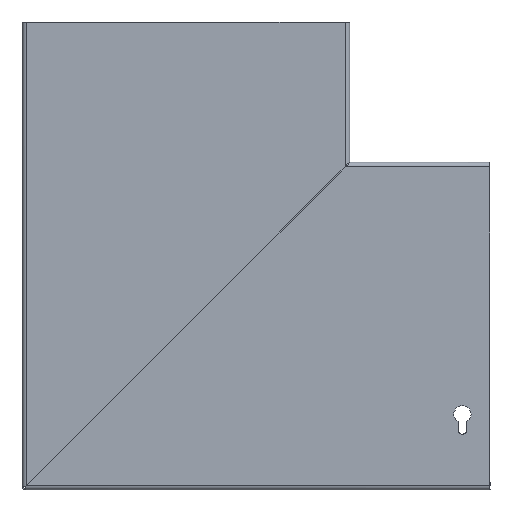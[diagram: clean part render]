
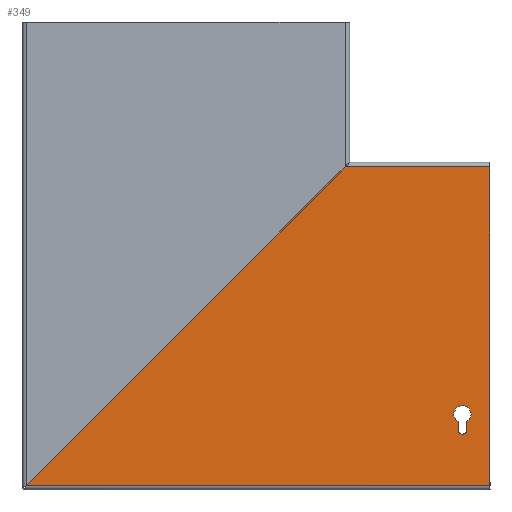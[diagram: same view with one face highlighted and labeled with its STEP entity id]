
A CAD part, left-side view. The second image highlights one B-rep face of the part: STEP entity #349.
In plain terms, the highlighted planar face has unit normal (-1, 0, 0).
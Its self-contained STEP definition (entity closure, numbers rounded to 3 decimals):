
#234 = LINE ( 'NONE', #10032, #9732 ) ;
#282 = CARTESIAN_POINT ( 'NONE',  ( 0., -174.45, 42.787 ) ) ;
#337 = CARTESIAN_POINT ( 'NONE',  ( 0., 402.95, 206.05 ) ) ;
#349 = ADVANCED_FACE ( 'NONE', ( #9835, #10208 ), #5356, .T. ) ;
#383 = CARTESIAN_POINT ( 'NONE',  ( 0., 102.049, 2.05 ) ) ;
#705 = VERTEX_POINT ( 'NONE', #2025 ) ;
#776 = LINE ( 'NONE', #4830, #13634 ) ;
#991 = CARTESIAN_POINT ( 'NONE',  ( 0., -177.2, 47.55 ) ) ;
#1600 = EDGE_CURVE ( 'NONE', #7375, #11768, #6319, .T. ) ;
#1907 = VECTOR ( 'NONE', #15788, 1000. ) ;
#2025 = CARTESIAN_POINT ( 'NONE',  ( 0., -194.85, 2.05 ) ) ;
#2171 = VERTEX_POINT ( 'NONE', #13495 ) ;
#2203 = DIRECTION ( 'NONE',  ( 0., 1., 0. ) ) ;
#2641 = LINE ( 'NONE', #3150, #8878 ) ;
#2975 = ORIENTED_EDGE ( 'NONE', *, *, #13399, .F. ) ;
#3050 = CARTESIAN_POINT ( 'NONE',  ( 0., -194.85, 206.05 ) ) ;
#3069 = CARTESIAN_POINT ( 'NONE',  ( 0., 402.95, 206.05 ) ) ;
#3150 = CARTESIAN_POINT ( 'NONE',  ( 0., 402.95, 2.05 ) ) ;
#3244 = CARTESIAN_POINT ( 'NONE',  ( 0., -177.2, 47.55 ) ) ;
#3537 = ORIENTED_EDGE ( 'NONE', *, *, #13762, .F. ) ;
#3562 = CARTESIAN_POINT ( 'NONE',  ( 0., -177.2, 37.55 ) ) ;
#3717 = LINE ( 'NONE', #3069, #13275 ) ;
#3828 = EDGE_LOOP ( 'NONE', ( #11632, #10055, #14514, #9361 ) ) ;
#3946 = VERTEX_POINT ( 'NONE', #383 ) ;
#4056 = EDGE_CURVE ( 'NONE', #15660, #2171, #3717, .T. ) ;
#4152 = VERTEX_POINT ( 'NONE', #7046 ) ;
#4325 = DIRECTION ( 'NONE',  ( 0., -1., 0. ) ) ;
#4497 = DIRECTION ( 'NONE',  ( 0., 1., 0. ) ) ;
#4808 = DIRECTION ( 'NONE',  ( 0., 1., 0. ) ) ;
#4830 = CARTESIAN_POINT ( 'NONE',  ( 0., -174.45, 37.55 ) ) ;
#5033 = VERTEX_POINT ( 'NONE', #282 ) ;
#5187 = ORIENTED_EDGE ( 'NONE', *, *, #12117, .F. ) ;
#5356 = PLANE ( 'NONE',  #9964 ) ;
#5471 = CIRCLE ( 'NONE', #9991, 5.5 ) ;
#5667 = AXIS2_PLACEMENT_3D ( 'NONE', #3244, #11917, #4497 ) ;
#5751 = LINE ( 'NONE', #3050, #9402 ) ;
#5868 = CARTESIAN_POINT ( 'NONE',  ( 0., -177.2, 47.55 ) ) ;
#6137 = EDGE_LOOP ( 'NONE', ( #6508, #5187, #6593, #2975, #9060, #3537 ) ) ;
#6171 = CARTESIAN_POINT ( 'NONE',  ( 0., -179.95, 37.55 ) ) ;
#6319 = CIRCLE ( 'NONE', #14263, 5.5 ) ;
#6508 = ORIENTED_EDGE ( 'NONE', *, *, #1600, .F. ) ;
#6593 = ORIENTED_EDGE ( 'NONE', *, *, #13895, .F. ) ;
#6968 = CARTESIAN_POINT ( 'NONE',  ( 0., -182.7, 47.55 ) ) ;
#7046 = CARTESIAN_POINT ( 'NONE',  ( 0., -171.7, 47.55 ) ) ;
#7107 = DIRECTION ( 'NONE',  ( 0., 1., 0. ) ) ;
#7375 = VERTEX_POINT ( 'NONE', #15566 ) ;
#7378 = CIRCLE ( 'NONE', #11444, 2.75 ) ;
#7381 = DIRECTION ( 'NONE',  ( 0., 1., 0. ) ) ;
#8392 = CARTESIAN_POINT ( 'NONE',  ( 0., 150.5, -46.4 ) ) ;
#8418 = DIRECTION ( 'NONE',  ( -1., 0., 0. ) ) ;
#8522 = LINE ( 'NONE', #8392, #1907 ) ;
#8833 = DIRECTION ( 'NONE',  ( 0., 0., 1. ) ) ;
#8878 = VECTOR ( 'NONE', #15609, 1000. ) ;
#9022 = EDGE_CURVE ( 'NONE', #2171, #705, #5751, .T. ) ;
#9060 = ORIENTED_EDGE ( 'NONE', *, *, #12473, .F. ) ;
#9293 = CIRCLE ( 'NONE', #5667, 5.5 ) ;
#9361 = ORIENTED_EDGE ( 'NONE', *, *, #4056, .F. ) ;
#9402 = VECTOR ( 'NONE', #10469, 1000. ) ;
#9664 = DIRECTION ( 'NONE',  ( -1., 0., 0. ) ) ;
#9732 = VECTOR ( 'NONE', #8833, 1000. ) ;
#9835 = FACE_OUTER_BOUND ( 'NONE', #3828, .T. ) ;
#9964 = AXIS2_PLACEMENT_3D ( 'NONE', #337, #8418, #7381 ) ;
#9991 = AXIS2_PLACEMENT_3D ( 'NONE', #5868, #14560, #7107 ) ;
#10032 = CARTESIAN_POINT ( 'NONE',  ( 0., -179.95, 37.55 ) ) ;
#10055 = ORIENTED_EDGE ( 'NONE', *, *, #14780, .T. ) ;
#10208 = FACE_BOUND ( 'NONE', #6137, .T. ) ;
#10469 = DIRECTION ( 'NONE',  ( 0., 0., -1. ) ) ;
#10849 = CARTESIAN_POINT ( 'NONE',  ( 0., -174.45, 37.55 ) ) ;
#11444 = AXIS2_PLACEMENT_3D ( 'NONE', #3562, #12268, #4808 ) ;
#11632 = ORIENTED_EDGE ( 'NONE', *, *, #13835, .F. ) ;
#11768 = VERTEX_POINT ( 'NONE', #6968 ) ;
#11917 = DIRECTION ( 'NONE',  ( -1., 0., 0. ) ) ;
#12117 = EDGE_CURVE ( 'NONE', #14448, #7375, #234, .T. ) ;
#12268 = DIRECTION ( 'NONE',  ( -1., 0., 0. ) ) ;
#12473 = EDGE_CURVE ( 'NONE', #4152, #5033, #5471, .T. ) ;
#13275 = VECTOR ( 'NONE', #4325, 1000. ) ;
#13399 = EDGE_CURVE ( 'NONE', #5033, #14882, #776, .T. ) ;
#13495 = CARTESIAN_POINT ( 'NONE',  ( 0., -194.85, 206.05 ) ) ;
#13558 = DIRECTION ( 'NONE',  ( 0., 0., -1. ) ) ;
#13634 = VECTOR ( 'NONE', #13558, 1000. ) ;
#13762 = EDGE_CURVE ( 'NONE', #11768, #4152, #9293, .T. ) ;
#13835 = EDGE_CURVE ( 'NONE', #3946, #15660, #8522, .T. ) ;
#13895 = EDGE_CURVE ( 'NONE', #14882, #14448, #7378, .T. ) ;
#14263 = AXIS2_PLACEMENT_3D ( 'NONE', #991, #9664, #2203 ) ;
#14448 = VERTEX_POINT ( 'NONE', #6171 ) ;
#14454 = CARTESIAN_POINT ( 'NONE',  ( 0., -101.951, 206.05 ) ) ;
#14514 = ORIENTED_EDGE ( 'NONE', *, *, #9022, .F. ) ;
#14560 = DIRECTION ( 'NONE',  ( -1., 0., 0. ) ) ;
#14780 = EDGE_CURVE ( 'NONE', #3946, #705, #2641, .T. ) ;
#14882 = VERTEX_POINT ( 'NONE', #10849 ) ;
#15566 = CARTESIAN_POINT ( 'NONE',  ( 0., -179.95, 42.787 ) ) ;
#15609 = DIRECTION ( 'NONE',  ( 0., -1., 0. ) ) ;
#15660 = VERTEX_POINT ( 'NONE', #14454 ) ;
#15788 = DIRECTION ( 'NONE',  ( 0., -0.707, 0.707 ) ) ;
